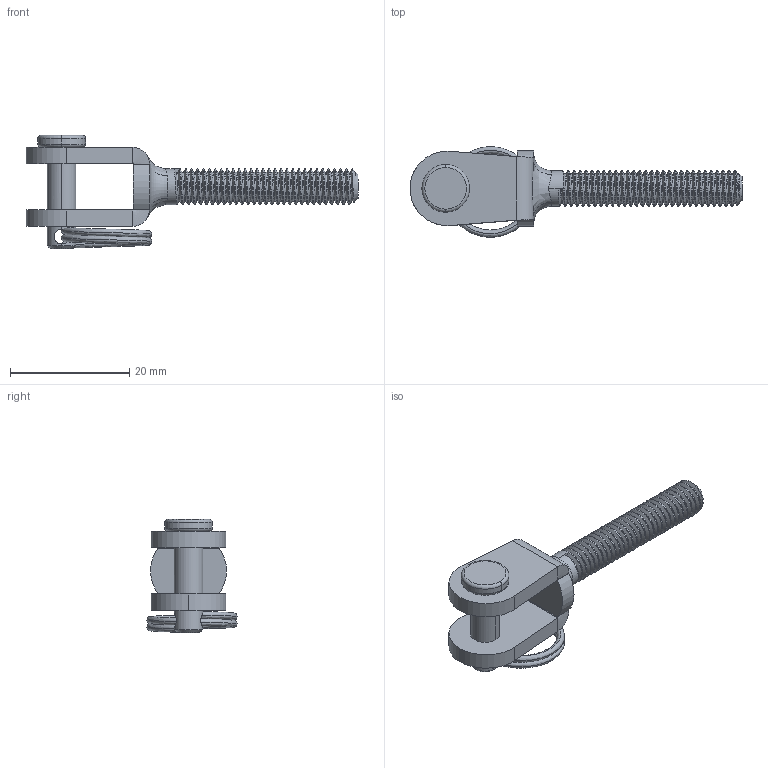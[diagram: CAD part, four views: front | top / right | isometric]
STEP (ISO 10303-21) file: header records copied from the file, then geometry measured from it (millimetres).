
FILE_DESCRIPTION (( 'STEP AP203' ), '1' );
FILE_NAME ('A14_7332-M6.STEP', '2024-03-04T14:30:51', ( '' ), ( '' ), 'SwSTEP 2.0', 'SolidWorks 2019', '' );
FILE_SCHEMA (( 'CONFIG_CONTROL_DESIGN' ));
Length unit declared in the file: millimetre
Products named in the file (4): A14_7332-M6.P2; A14_7332-M6.P3; A14_7332-M6; A14_7332-M6.P1
Assembly tree (3 placements, depth 2):
  A14_7332-M6
    A14_7332-M6.P1
    A14_7332-M6.P2
    A14_7332-M6.P3
Bounding box: 55.74 x 15.16 x 19.03 mm (x, y, z)
Volume: 2698.5 mm3; surface area: 3019.1 mm2
Topology: 3 solids, 3 shells, 125 faces, 331 edges, 211 vertices
Faces by surface type: cylinder 79, plane 22, bspline 13, torus 6, cone 5
Entity records: 9781 total; most frequent: CARTESIAN_POINT 6712, ORIENTED_EDGE 662, DIRECTION 462, EDGE_CURVE 331, VERTEX_POINT 211, AXIS2_PLACEMENT_3D 173, EDGE_LOOP 130, ADVANCED_FACE 125
